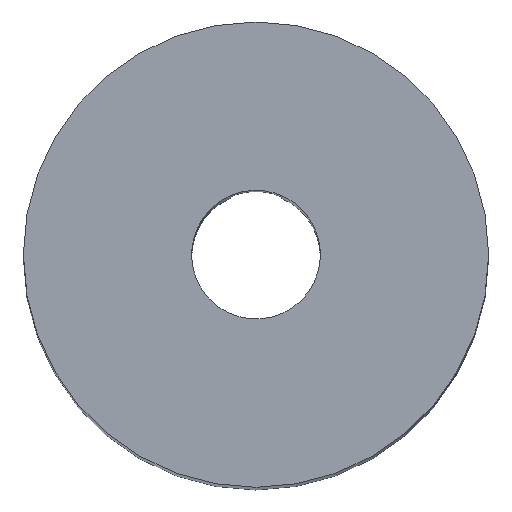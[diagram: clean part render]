
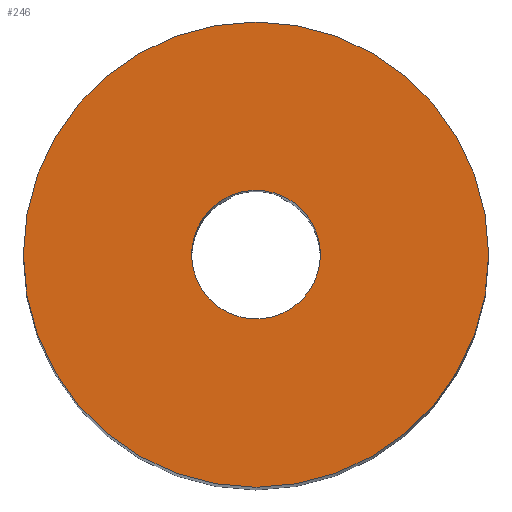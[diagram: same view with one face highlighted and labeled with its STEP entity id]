
A CAD part, top view. The second image highlights one B-rep face of the part: STEP entity #246.
In plain terms, the highlighted planar face has unit normal (0, 0, 1).
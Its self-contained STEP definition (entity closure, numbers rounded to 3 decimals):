
#246=ADVANCED_FACE('',(#422,#424),#426,.T.);
#422=FACE_BOUND('',#423,.T.);
#423=EDGE_LOOP('',(#562));
#424=FACE_BOUND('',#425,.T.);
#425=EDGE_LOOP('',(#563));
#426=PLANE('',#427);
#427=AXIS2_PLACEMENT_3D('',#428,#429,#430);
#428=CARTESIAN_POINT('',(0.,0.,100.));
#429=DIRECTION('',(0.,0.,1.));
#430=DIRECTION('',(-1.,0.,0.));
#562=ORIENTED_EDGE('',*,*,#628,.T.);
#563=ORIENTED_EDGE('',*,*,#574,.T.);
#574=EDGE_CURVE('',#645,#645,#646,.F.);
#628=EDGE_CURVE('',#733,#733,#734,.T.);
#645=VERTEX_POINT('',#771);
#646=CIRCLE('',#772,4.15);
#733=VERTEX_POINT('',#969);
#734=CIRCLE('',#970,15.);
#771=CARTESIAN_POINT('',(1.66,-3.804,100.));
#772=AXIS2_PLACEMENT_3D('',#773,#774,#775);
#773=CARTESIAN_POINT('',(0.,0.,100.));
#774=DIRECTION('',(0.,0.,1.));
#775=DIRECTION('',(0.4,-0.917,0.));
#969=CARTESIAN_POINT('',(-15.,0.,100.));
#970=AXIS2_PLACEMENT_3D('',#971,#972,#973);
#971=CARTESIAN_POINT('',(0.,0.,100.));
#972=DIRECTION('',(0.,0.,1.));
#973=DIRECTION('',(-1.,0.,0.));
